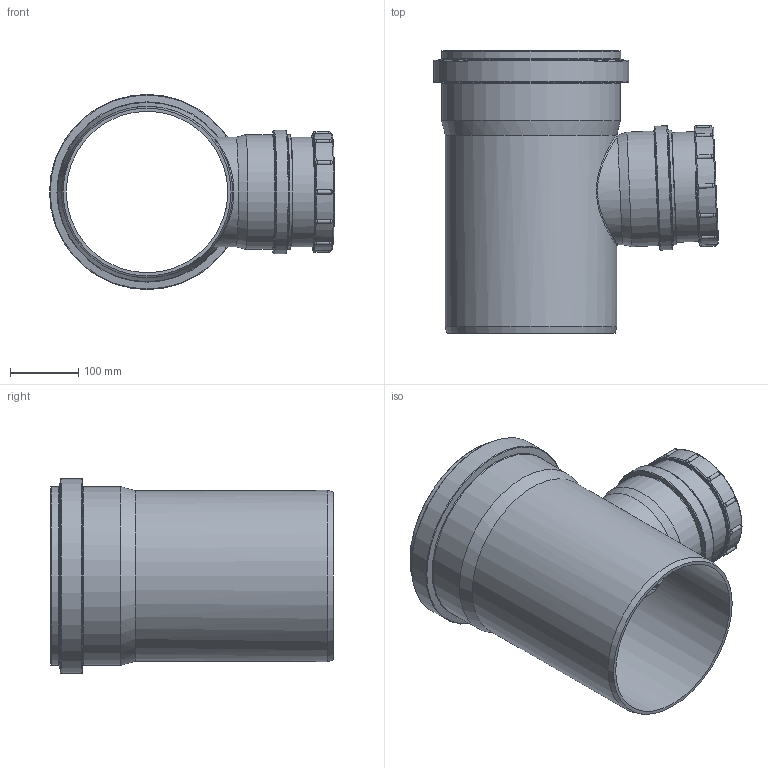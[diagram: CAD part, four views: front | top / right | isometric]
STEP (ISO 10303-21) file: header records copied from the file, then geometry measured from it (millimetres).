
FILE_DESCRIPTION(/* description */ (''),/* implementation_level */ '2;1');
FILE_NAME(/* name */ '824600z.stp',/* time_stamp */ '2024-09-06T09:16:09+02:00',/* author */ ('corinna'),/* organization */ (''),/* preprocessor_version */ 'ST-DEVELOPER v20',/* originating_system */ 'Autodesk Inventor 2024',/* authorisation */ '');
FILE_SCHEMA (('AUTOMOTIVE_DESIGN { 1 0 10303 214 3 1 1 }'));
Length unit declared in the file: millimetre
Products named in the file (4): 824600z; 224420 KGEA Abzweig DN_OD 250_160_87°; 824600z Deckel; 824600z Einsatz
Assembly tree (3 placements, depth 2):
  824600z
    224420 KGEA Abzweig DN_OD 250_160_87°
    824600z Deckel
    824600z Einsatz
Bounding box: 417.06 x 413 x 285.5 mm (x, y, z)
Volume: 2760545.2 mm3; surface area: 969558.1 mm2
Topology: 3 solids, 3 shells, 155 faces, 467 edges, 299 vertices
Faces by surface type: cylinder 49, bspline 32, sphere 24, torus 23, cone 14, plane 13
Full cylindrical faces by diameter (mm): 151 x1, 152 x1, 152.3 x1, 160.7 x4, 161.1 x2, 162.3 x3, 165 x3, 166 x4, 167.7 x1, 168.1 x1, 171 x1, 174.4 x1, 181.4 x1, 236.3 x1, 250.5 x1, 250.8 x1, 251.1 x2, 261.8 x1, 262.1 x1, 274.5 x1, 285.5 x1
Entity records: 11005 total; most frequent: CARTESIAN_POINT 6985, ORIENTED_EDGE 886, DIRECTION 753, EDGE_CURVE 443, AXIS2_PLACEMENT_3D 332, VERTEX_POINT 299, CIRCLE 200, EDGE_LOOP 166
